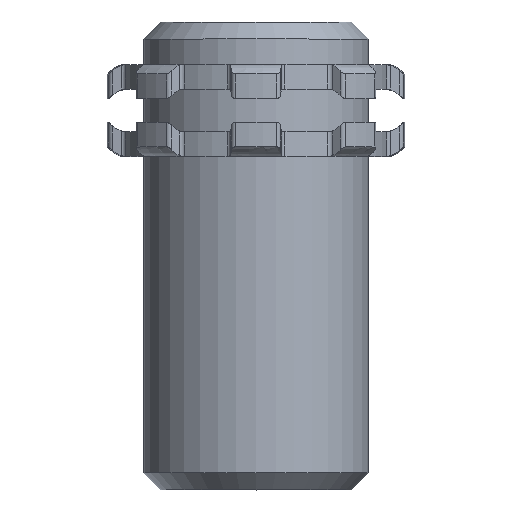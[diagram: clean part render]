
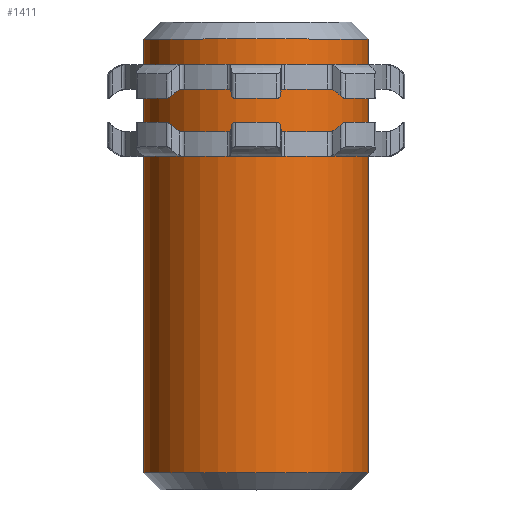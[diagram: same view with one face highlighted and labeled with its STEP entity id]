
A CAD part, top view. The second image highlights one B-rep face of the part: STEP entity #1411.
In plain terms, the highlighted cylindrical face has radius 13.22 mm (diameter 26.441 mm), a full revolution.
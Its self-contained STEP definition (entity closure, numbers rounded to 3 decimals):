
#162=CYLINDRICAL_SURFACE('',#1571,13.221);
#216=FACE_OUTER_BOUND('',#305,.T.);
#305=EDGE_LOOP('',(#965,#966,#967,#968));
#396=LINE('',#2106,#467);
#467=VECTOR('',#1739,13.221);
#538=CIRCLE('',#1570,13.221);
#539=CIRCLE('',#1572,13.221);
#594=VERTEX_POINT('',#2101);
#595=VERTEX_POINT('',#2105);
#734=EDGE_CURVE('',#594,#594,#538,.T.);
#735=EDGE_CURVE('',#594,#595,#396,.T.);
#736=EDGE_CURVE('',#595,#595,#539,.T.);
#965=ORIENTED_EDGE('',*,*,#734,.F.);
#966=ORIENTED_EDGE('',*,*,#735,.T.);
#967=ORIENTED_EDGE('',*,*,#736,.F.);
#968=ORIENTED_EDGE('',*,*,#735,.F.);
#1411=ADVANCED_FACE('',(#216),#162,.T.);
#1570=AXIS2_PLACEMENT_3D('',#2103,#1735,#1736);
#1571=AXIS2_PLACEMENT_3D('',#2104,#1737,#1738);
#1572=AXIS2_PLACEMENT_3D('',#2107,#1740,#1741);
#1735=DIRECTION('center_axis',(0.,1.,0.));
#1736=DIRECTION('ref_axis',(1.,0.,0.));
#1737=DIRECTION('center_axis',(0.,1.,0.));
#1738=DIRECTION('ref_axis',(1.,0.,0.));
#1739=DIRECTION('',(0.,-1.,0.));
#1740=DIRECTION('center_axis',(0.,-1.,0.));
#1741=DIRECTION('ref_axis',(1.,0.,0.));
#2101=CARTESIAN_POINT('',(-13.221,53.,0.));
#2103=CARTESIAN_POINT('Origin',(0.,53.,0.));
#2104=CARTESIAN_POINT('Origin',(0.,0.,0.));
#2105=CARTESIAN_POINT('',(-13.221,2.,0.));
#2106=CARTESIAN_POINT('',(-13.221,0.,0.));
#2107=CARTESIAN_POINT('Origin',(0.,2.,0.));
